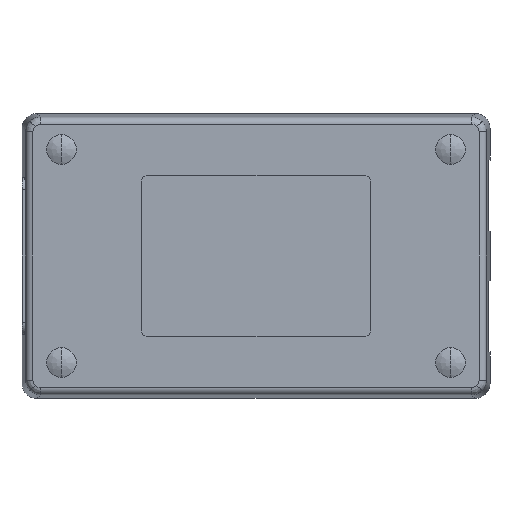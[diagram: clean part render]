
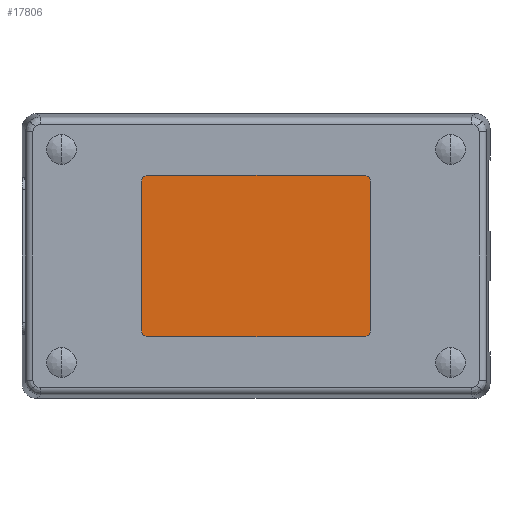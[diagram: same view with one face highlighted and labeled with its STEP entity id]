
A CAD part, front view. The second image highlights one B-rep face of the part: STEP entity #17806.
In plain terms, the highlighted planar face has unit normal (0, -1, 0).
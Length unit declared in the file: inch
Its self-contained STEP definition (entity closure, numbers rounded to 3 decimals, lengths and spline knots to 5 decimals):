
#742 = CARTESIAN_POINT ( 'NONE',  ( 0.9125, -0.623, -0.687 ) ) ;
#1066 = VERTEX_POINT ( 'NONE', #742 ) ;
#1360 = VERTEX_POINT ( 'NONE', #11228 ) ;
#1490 = VERTEX_POINT ( 'NONE', #4986 ) ;
#1499 = VERTEX_POINT ( 'NONE', #4968 ) ;
#1515 = EDGE_LOOP ( 'NONE', ( #12889, #12938, #12987, #12709, #12583, #12544, #12549, #12872 ) ) ;
#1571 = VERTEX_POINT ( 'NONE', #4816 ) ;
#1603 = VERTEX_POINT ( 'NONE', #4755 ) ;
#3256 = DIRECTION ( 'NONE',  ( -1., 0., 0. ) ) ;
#3268 = CARTESIAN_POINT ( 'NONE',  ( -0.9125, -0.623, 0.687 ) ) ;
#3411 = CARTESIAN_POINT ( 'NONE',  ( -0.9125, -0.623, 0.6245 ) ) ;
#3487 = DIRECTION ( 'NONE',  ( 0., -1., 0. ) ) ;
#3501 = DIRECTION ( 'NONE',  ( 0., 0., -1. ) ) ;
#3596 = CARTESIAN_POINT ( 'NONE',  ( 0.975, -0.623, 0.6245 ) ) ;
#3604 = DIRECTION ( 'NONE',  ( 0., 0., 1. ) ) ;
#4425 = CIRCLE ( 'NONE', #9734, 0.0625 ) ;
#4502 = CARTESIAN_POINT ( 'NONE',  ( -0.9125, -0.623, -0.6245 ) ) ;
#4503 = DIRECTION ( 'NONE',  ( 0., -1., 0. ) ) ;
#4504 = DIRECTION ( 'NONE',  ( 0., 0., -1. ) ) ;
#4755 = CARTESIAN_POINT ( 'NONE',  ( 0.975, -0.623, -0.6245 ) ) ;
#4816 = CARTESIAN_POINT ( 'NONE',  ( 0.9125, -0.623, 0.687 ) ) ;
#4968 = CARTESIAN_POINT ( 'NONE',  ( -0.9125, -0.623, 0.687 ) ) ;
#4986 = CARTESIAN_POINT ( 'NONE',  ( -0.975, -0.623, 0.6245 ) ) ;
#8230 = CARTESIAN_POINT ( 'NONE',  ( -0.9125, -0.623, -0.687 ) ) ;
#8231 = DIRECTION ( 'NONE',  ( 1., 0., 0. ) ) ;
#8450 = VECTOR ( 'NONE', #3604, 39.37008 ) ;
#8456 = LINE ( 'NONE', #3596, #8450 ) ;
#8527 = EDGE_CURVE ( 'NONE', #12745, #1571, #9903, .T. ) ;
#9695 = AXIS2_PLACEMENT_3D ( 'NONE', #16615, #16612, #16609 ) ;
#9734 = AXIS2_PLACEMENT_3D ( 'NONE', #18855, #18853, #18851 ) ;
#9738 = AXIS2_PLACEMENT_3D ( 'NONE', #18797, #18796, #18795 ) ;
#9778 = AXIS2_PLACEMENT_3D ( 'NONE', #3411, #3487, #3501 ) ;
#9903 = CIRCLE ( 'NONE', #9695, 0.0625 ) ;
#11228 = CARTESIAN_POINT ( 'NONE',  ( -0.9125, -0.623, -0.687 ) ) ;
#12276 = AXIS2_PLACEMENT_3D ( 'NONE', #4502, #4503, #4504 ) ;
#12544 = ORIENTED_EDGE ( 'NONE', *, *, #17173, .T. ) ;
#12549 = ORIENTED_EDGE ( 'NONE', *, *, #8527, .T. ) ;
#12583 = ORIENTED_EDGE ( 'NONE', *, *, #17085, .T. ) ;
#12709 = ORIENTED_EDGE ( 'NONE', *, *, #20972, .T. ) ;
#12745 = VERTEX_POINT ( 'NONE', #19513 ) ;
#12872 = ORIENTED_EDGE ( 'NONE', *, *, #17373, .T. ) ;
#12886 = VERTEX_POINT ( 'NONE', #20685 ) ;
#12889 = ORIENTED_EDGE ( 'NONE', *, *, #17485, .T. ) ;
#12938 = ORIENTED_EDGE ( 'NONE', *, *, #17104, .T. ) ;
#12987 = ORIENTED_EDGE ( 'NONE', *, *, #17070, .T. ) ;
#13048 = LINE ( 'NONE', #3268, #13143 ) ;
#13134 = CIRCLE ( 'NONE', #9778, 0.0625 ) ;
#13143 = VECTOR ( 'NONE', #3256, 39.37008 ) ;
#13702 = FACE_OUTER_BOUND ( 'NONE', #1515, .T. ) ;
#16609 = DIRECTION ( 'NONE',  ( 0., 0., -1. ) ) ;
#16612 = DIRECTION ( 'NONE',  ( 0., -1., 0. ) ) ;
#16615 = CARTESIAN_POINT ( 'NONE',  ( 0.9125, -0.623, 0.6245 ) ) ;
#17040 = PLANE ( 'NONE',  #12276 ) ;
#17070 = EDGE_CURVE ( 'NONE', #12886, #1360, #4425, .T. ) ;
#17085 = EDGE_CURVE ( 'NONE', #1066, #1603, #20428, .T. ) ;
#17104 = EDGE_CURVE ( 'NONE', #1490, #12886, #20411, .T. ) ;
#17173 = EDGE_CURVE ( 'NONE', #1603, #12745, #8456, .T. ) ;
#17373 = EDGE_CURVE ( 'NONE', #1571, #1499, #13048, .T. ) ;
#17485 = EDGE_CURVE ( 'NONE', #1499, #1490, #13134, .T. ) ;
#17806 = ADVANCED_FACE ( 'NONE', ( #13702 ), #17040, .T. ) ;
#18576 = LINE ( 'NONE', #8230, #18581 ) ;
#18581 = VECTOR ( 'NONE', #8231, 39.37008 ) ;
#18749 = DIRECTION ( 'NONE',  ( 0., 0., -1. ) ) ;
#18762 = CARTESIAN_POINT ( 'NONE',  ( -0.975, -0.623, 0.6245 ) ) ;
#18795 = DIRECTION ( 'NONE',  ( 0., 0., -1. ) ) ;
#18796 = DIRECTION ( 'NONE',  ( 0., -1., 0. ) ) ;
#18797 = CARTESIAN_POINT ( 'NONE',  ( 0.9125, -0.623, -0.6245 ) ) ;
#18851 = DIRECTION ( 'NONE',  ( 0., 0., -1. ) ) ;
#18853 = DIRECTION ( 'NONE',  ( 0., -1., 0. ) ) ;
#18855 = CARTESIAN_POINT ( 'NONE',  ( -0.9125, -0.623, -0.6245 ) ) ;
#19513 = CARTESIAN_POINT ( 'NONE',  ( 0.975, -0.623, 0.6245 ) ) ;
#20391 = VECTOR ( 'NONE', #18749, 39.37008 ) ;
#20411 = LINE ( 'NONE', #18762, #20391 ) ;
#20428 = CIRCLE ( 'NONE', #9738, 0.0625 ) ;
#20685 = CARTESIAN_POINT ( 'NONE',  ( -0.975, -0.623, -0.6245 ) ) ;
#20972 = EDGE_CURVE ( 'NONE', #1360, #1066, #18576, .T. ) ;
